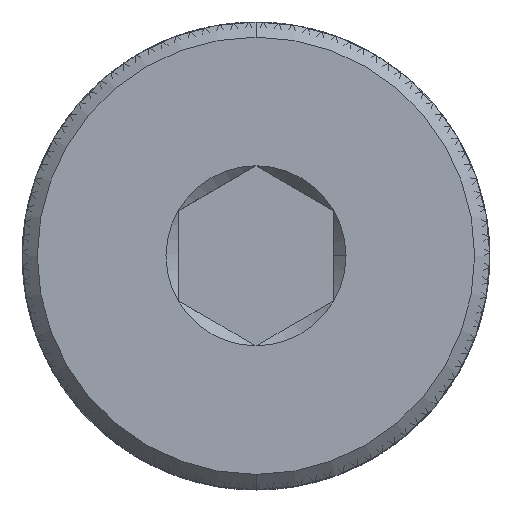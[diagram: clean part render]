
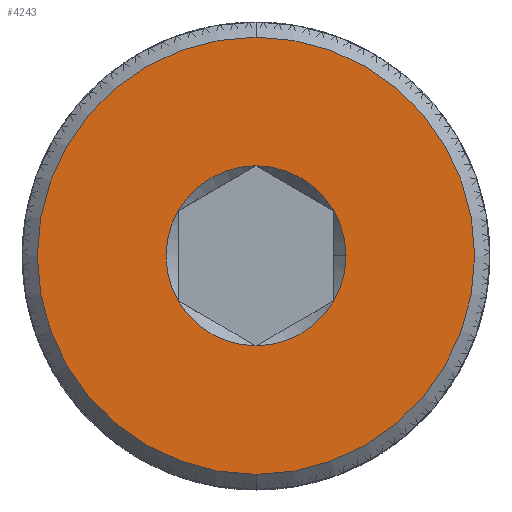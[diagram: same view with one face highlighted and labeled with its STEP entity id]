
A CAD part, top view. The second image highlights one B-rep face of the part: STEP entity #4243.
In plain terms, the highlighted planar face has unit normal (0, 0, 1).
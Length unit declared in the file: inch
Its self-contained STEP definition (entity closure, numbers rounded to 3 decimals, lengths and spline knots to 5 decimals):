
#704 = FACE_BOUND ( 'NONE', #1168, .T. ) ;
#842 = CARTESIAN_POINT ( 'NONE',  ( 0., 0., 0. ) ) ;
#862 = DIRECTION ( 'NONE',  ( 0., 0., 1. ) ) ;
#878 = PLANE ( 'NONE',  #904 ) ;
#900 = CARTESIAN_POINT ( 'NONE',  ( 0.09375, -0.05413, 0. ) ) ;
#904 = AXIS2_PLACEMENT_3D ( 'NONE', #842, #862, #994 ) ;
#994 = DIRECTION ( 'NONE',  ( 0., -1., 0. ) ) ;
#1091 = EDGE_CURVE ( 'NONE', #6886, #7824, #13173, .T. ) ;
#1168 = EDGE_LOOP ( 'NONE', ( #10516, #13859, #2810, #8850, #5737, #5861, #9330 ) ) ;
#1244 = VERTEX_POINT ( 'NONE', #7045 ) ;
#1322 = CARTESIAN_POINT ( 'NONE',  ( 0., 0., 0. ) ) ;
#1355 = DIRECTION ( 'NONE',  ( 1., 0., 0. ) ) ;
#1369 = CARTESIAN_POINT ( 'NONE',  ( 0., 0., 0. ) ) ;
#1374 = DIRECTION ( 'NONE',  ( 0., 0., 1. ) ) ;
#1381 = DIRECTION ( 'NONE',  ( 0., 0., 1. ) ) ;
#1419 = DIRECTION ( 'NONE',  ( 1., 0., 0. ) ) ;
#1493 = EDGE_CURVE ( 'NONE', #1244, #6639, #13291, .T. ) ;
#1672 = EDGE_CURVE ( 'NONE', #7824, #6886, #8872, .T. ) ;
#2453 = CARTESIAN_POINT ( 'NONE',  ( -0.09375, -0.05413, 0. ) ) ;
#2461 = CARTESIAN_POINT ( 'NONE',  ( 0., -0.26297, 0. ) ) ;
#2574 = AXIS2_PLACEMENT_3D ( 'NONE', #1322, #1374, #1355 ) ;
#2810 = ORIENTED_EDGE ( 'NONE', *, *, #6614, .F. ) ;
#2965 = AXIS2_PLACEMENT_3D ( 'NONE', #13076, #13050, #13112 ) ;
#3324 = CARTESIAN_POINT ( 'NONE',  ( 0.10825, 0., 0. ) ) ;
#3678 = DIRECTION ( 'NONE',  ( 1., 0., 0. ) ) ;
#3695 = DIRECTION ( 'NONE',  ( 0., 0., 1. ) ) ;
#3715 = CARTESIAN_POINT ( 'NONE',  ( 0., 0., 0. ) ) ;
#3745 = DIRECTION ( 'NONE',  ( 0., 0., 1. ) ) ;
#3760 = DIRECTION ( 'NONE',  ( 0., -1., 0. ) ) ;
#4101 = CARTESIAN_POINT ( 'NONE',  ( 0., 0., 0. ) ) ;
#4105 = AXIS2_PLACEMENT_3D ( 'NONE', #5131, #5167, #5193 ) ;
#4169 = DIRECTION ( 'NONE',  ( 0., 0., 1. ) ) ;
#4214 = DIRECTION ( 'NONE',  ( 1., 0., 0. ) ) ;
#4243 = ADVANCED_FACE ( 'NONE', ( #704, #6364 ), #878, .T. ) ;
#4289 = EDGE_CURVE ( 'NONE', #4555, #8689, #11992, .T. ) ;
#4555 = VERTEX_POINT ( 'NONE', #2453 ) ;
#4745 = VERTEX_POINT ( 'NONE', #3324 ) ;
#4842 = AXIS2_PLACEMENT_3D ( 'NONE', #3715, #3695, #3678 ) ;
#4853 = EDGE_CURVE ( 'NONE', #4745, #9480, #13742, .T. ) ;
#5131 = CARTESIAN_POINT ( 'NONE',  ( 0., 0., 0. ) ) ;
#5167 = DIRECTION ( 'NONE',  ( 0., 0., 1. ) ) ;
#5193 = DIRECTION ( 'NONE',  ( 1., 0., 0. ) ) ;
#5382 = CARTESIAN_POINT ( 'NONE',  ( -0.09375, 0.05413, 0. ) ) ;
#5481 = EDGE_CURVE ( 'NONE', #9480, #1244, #12956, .T. ) ;
#5737 = ORIENTED_EDGE ( 'NONE', *, *, #5481, .F. ) ;
#5786 = AXIS2_PLACEMENT_3D ( 'NONE', #1369, #1381, #1419 ) ;
#5861 = ORIENTED_EDGE ( 'NONE', *, *, #4853, .F. ) ;
#5906 = CARTESIAN_POINT ( 'NONE',  ( 0., 0., 0. ) ) ;
#5963 = DIRECTION ( 'NONE',  ( 0., 0., 1. ) ) ;
#6091 = DIRECTION ( 'NONE',  ( 1., 0., 0. ) ) ;
#6364 = FACE_OUTER_BOUND ( 'NONE', #7882, .T. ) ;
#6614 = EDGE_CURVE ( 'NONE', #6639, #4555, #7395, .T. ) ;
#6639 = VERTEX_POINT ( 'NONE', #5382 ) ;
#6783 = CARTESIAN_POINT ( 'NONE',  ( 0., 0., 0. ) ) ;
#6886 = VERTEX_POINT ( 'NONE', #8545 ) ;
#7045 = CARTESIAN_POINT ( 'NONE',  ( 0., 0.10825, 0. ) ) ;
#7153 = CARTESIAN_POINT ( 'NONE',  ( 0., 0., 0. ) ) ;
#7204 = DIRECTION ( 'NONE',  ( 0., 0., 1. ) ) ;
#7217 = DIRECTION ( 'NONE',  ( 1., 0., 0. ) ) ;
#7395 = CIRCLE ( 'NONE', #4105, 0.10825 ) ;
#7755 = EDGE_CURVE ( 'NONE', #9326, #4745, #12770, .T. ) ;
#7824 = VERTEX_POINT ( 'NONE', #2461 ) ;
#7882 = EDGE_LOOP ( 'NONE', ( #9392, #8969 ) ) ;
#8460 = CIRCLE ( 'NONE', #4842, 0.10825 ) ;
#8545 = CARTESIAN_POINT ( 'NONE',  ( 0., 0.26297, 0. ) ) ;
#8579 = AXIS2_PLACEMENT_3D ( 'NONE', #6783, #3745, #3760 ) ;
#8689 = VERTEX_POINT ( 'NONE', #11848 ) ;
#8850 = ORIENTED_EDGE ( 'NONE', *, *, #1493, .F. ) ;
#8872 = CIRCLE ( 'NONE', #8579, 0.26297 ) ;
#8969 = ORIENTED_EDGE ( 'NONE', *, *, #1672, .T. ) ;
#9326 = VERTEX_POINT ( 'NONE', #900 ) ;
#9330 = ORIENTED_EDGE ( 'NONE', *, *, #7755, .F. ) ;
#9392 = ORIENTED_EDGE ( 'NONE', *, *, #1091, .T. ) ;
#9480 = VERTEX_POINT ( 'NONE', #10952 ) ;
#10259 = AXIS2_PLACEMENT_3D ( 'NONE', #5906, #5963, #6091 ) ;
#10516 = ORIENTED_EDGE ( 'NONE', *, *, #11178, .F. ) ;
#10952 = CARTESIAN_POINT ( 'NONE',  ( 0.09375, 0.05413, 0. ) ) ;
#11178 = EDGE_CURVE ( 'NONE', #8689, #9326, #8460, .T. ) ;
#11848 = CARTESIAN_POINT ( 'NONE',  ( 0., -0.10825, 0. ) ) ;
#11992 = CIRCLE ( 'NONE', #2574, 0.10825 ) ;
#12446 = AXIS2_PLACEMENT_3D ( 'NONE', #7153, #7204, #7217 ) ;
#12770 = CIRCLE ( 'NONE', #5786, 0.10825 ) ;
#12956 = CIRCLE ( 'NONE', #12446, 0.10825 ) ;
#13050 = DIRECTION ( 'NONE',  ( 0., 0., 1. ) ) ;
#13076 = CARTESIAN_POINT ( 'NONE',  ( 0., 0., 0. ) ) ;
#13112 = DIRECTION ( 'NONE',  ( 0., -1., 0. ) ) ;
#13154 = AXIS2_PLACEMENT_3D ( 'NONE', #4101, #4169, #4214 ) ;
#13173 = CIRCLE ( 'NONE', #2965, 0.26297 ) ;
#13291 = CIRCLE ( 'NONE', #10259, 0.10825 ) ;
#13742 = CIRCLE ( 'NONE', #13154, 0.10825 ) ;
#13859 = ORIENTED_EDGE ( 'NONE', *, *, #4289, .F. ) ;
